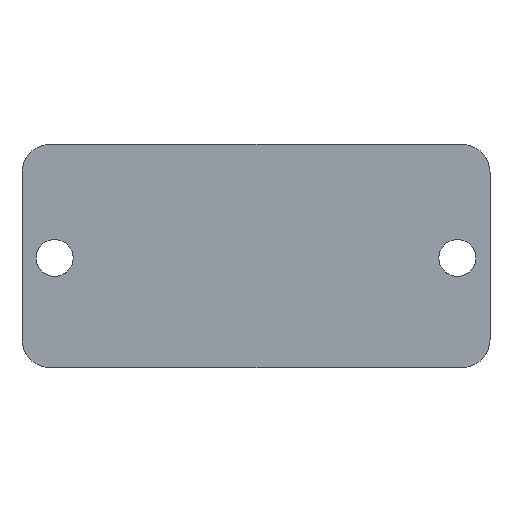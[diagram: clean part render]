
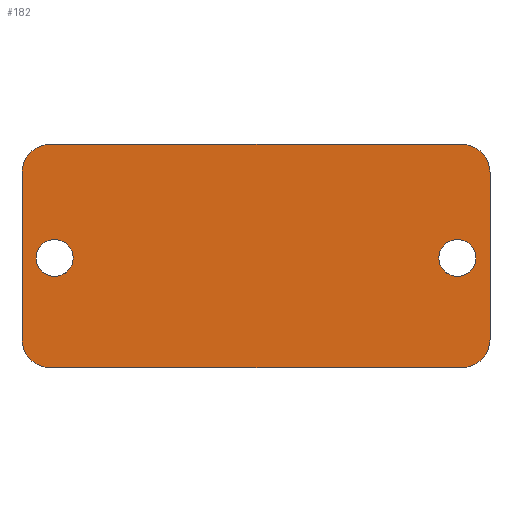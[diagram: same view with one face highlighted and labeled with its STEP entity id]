
A CAD part, front view. The second image highlights one B-rep face of the part: STEP entity #182.
In plain terms, the highlighted planar face has unit normal (0, -1, 0).
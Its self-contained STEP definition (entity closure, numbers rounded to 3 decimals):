
#1 = CARTESIAN_POINT ( 'NONE',  ( 18.93, 0., 7.68 ) ) ;
#14 = AXIS2_PLACEMENT_3D ( 'NONE', #675, #1042, #228 ) ;
#19 = ORIENTED_EDGE ( 'NONE', *, *, #1096, .T. ) ;
#27 = EDGE_CURVE ( 'NONE', #667, #727, #275, .T. ) ;
#29 = EDGE_CURVE ( 'NONE', #265, #490, #594, .T. ) ;
#33 = CARTESIAN_POINT ( 'NONE',  ( 21.5, 0., 7.68 ) ) ;
#60 = DIRECTION ( 'NONE',  ( 0., 0., 1. ) ) ;
#77 = CARTESIAN_POINT ( 'NONE',  ( -21.5, 0., -7.68 ) ) ;
#115 = CARTESIAN_POINT ( 'NONE',  ( -18.5, 0., -0.18 ) ) ;
#130 = DIRECTION ( 'NONE',  ( 0., 0., 1. ) ) ;
#177 = CARTESIAN_POINT ( 'NONE',  ( 18.5, 0., 1.52 ) ) ;
#180 = ORIENTED_EDGE ( 'NONE', *, *, #651, .F. ) ;
#182 = ADVANCED_FACE ( 'NONE', ( #378, #471, #1414 ), #1623, .F. ) ;
#184 = DIRECTION ( 'NONE',  ( 0., -1., 0. ) ) ;
#185 = CARTESIAN_POINT ( 'NONE',  ( -18.93, 0., -7.68 ) ) ;
#186 = AXIS2_PLACEMENT_3D ( 'NONE', #1129, #184, #1000 ) ;
#191 = LINE ( 'NONE', #731, #1225 ) ;
#207 = EDGE_CURVE ( 'NONE', #490, #265, #1021, .T. ) ;
#228 = DIRECTION ( 'NONE',  ( 0., 0., 1. ) ) ;
#237 = VERTEX_POINT ( 'NONE', #859 ) ;
#256 = DIRECTION ( 'NONE',  ( 0., 0., 1. ) ) ;
#265 = VERTEX_POINT ( 'NONE', #177 ) ;
#275 = CIRCLE ( 'NONE', #1626, 2.57 ) ;
#308 = VECTOR ( 'NONE', #809, 1000. ) ;
#378 = FACE_OUTER_BOUND ( 'NONE', #1679, .T. ) ;
#388 = DIRECTION ( 'NONE',  ( -1., 0., 0. ) ) ;
#461 = AXIS2_PLACEMENT_3D ( 'NONE', #1497, #559, #1369 ) ;
#471 = FACE_BOUND ( 'NONE', #1245, .T. ) ;
#477 = VECTOR ( 'NONE', #388, 1000. ) ;
#490 = VERTEX_POINT ( 'NONE', #672 ) ;
#532 = ORIENTED_EDGE ( 'NONE', *, *, #607, .T. ) ;
#541 = DIRECTION ( 'NONE',  ( 0., -1., 0. ) ) ;
#559 = DIRECTION ( 'NONE',  ( 0., 1., 0. ) ) ;
#594 = CIRCLE ( 'NONE', #1717, 1.7 ) ;
#602 = VERTEX_POINT ( 'NONE', #755 ) ;
#607 = EDGE_CURVE ( 'NONE', #885, #1313, #1307, .T. ) ;
#651 = EDGE_CURVE ( 'NONE', #1568, #668, #191, .T. ) ;
#659 = LINE ( 'NONE', #1065, #308 ) ;
#661 = ORIENTED_EDGE ( 'NONE', *, *, #948, .F. ) ;
#667 = VERTEX_POINT ( 'NONE', #1391 ) ;
#668 = VERTEX_POINT ( 'NONE', #1260 ) ;
#672 = CARTESIAN_POINT ( 'NONE',  ( 18.5, 0., -1.88 ) ) ;
#673 = DIRECTION ( 'NONE',  ( 0., 0., 1. ) ) ;
#675 = CARTESIAN_POINT ( 'NONE',  ( 18.93, 0., -7.68 ) ) ;
#727 = VERTEX_POINT ( 'NONE', #983 ) ;
#731 = CARTESIAN_POINT ( 'NONE',  ( 21.5, 0., 0. ) ) ;
#755 = CARTESIAN_POINT ( 'NONE',  ( -18.5, 0., -1.88 ) ) ;
#772 = EDGE_CURVE ( 'NONE', #602, #1689, #1452, .T. ) ;
#779 = CARTESIAN_POINT ( 'NONE',  ( 0., 0., -10.25 ) ) ;
#809 = DIRECTION ( 'NONE',  ( 1., 0., 0. ) ) ;
#814 = DIRECTION ( 'NONE',  ( 0., 0., 1. ) ) ;
#838 = CARTESIAN_POINT ( 'NONE',  ( 18.93, 0., -10.25 ) ) ;
#859 = CARTESIAN_POINT ( 'NONE',  ( 18.93, 0., 10.25 ) ) ;
#863 = CARTESIAN_POINT ( 'NONE',  ( -18.5, 0., 1.52 ) ) ;
#885 = VERTEX_POINT ( 'NONE', #77 ) ;
#943 = DIRECTION ( 'NONE',  ( 0., -1., 0. ) ) ;
#948 = EDGE_CURVE ( 'NONE', #1567, #1313, #1551, .T. ) ;
#972 = EDGE_LOOP ( 'NONE', ( #1054, #1348 ) ) ;
#983 = CARTESIAN_POINT ( 'NONE',  ( -21.5, 0., 7.68 ) ) ;
#986 = CARTESIAN_POINT ( 'NONE',  ( -21.5, 0., 0. ) ) ;
#1000 = DIRECTION ( 'NONE',  ( 0., 0., 1. ) ) ;
#1001 = DIRECTION ( 'NONE',  ( 0., -1., 0. ) ) ;
#1021 = CIRCLE ( 'NONE', #186, 1.7 ) ;
#1042 = DIRECTION ( 'NONE',  ( 0., -1., 0. ) ) ;
#1043 = EDGE_CURVE ( 'NONE', #667, #237, #659, .T. ) ;
#1054 = ORIENTED_EDGE ( 'NONE', *, *, #29, .F. ) ;
#1060 = CARTESIAN_POINT ( 'NONE',  ( -18.93, 0., -10.25 ) ) ;
#1065 = CARTESIAN_POINT ( 'NONE',  ( 0., 0., 10.25 ) ) ;
#1067 = DIRECTION ( 'NONE',  ( 0., 1., 0. ) ) ;
#1089 = DIRECTION ( 'NONE',  ( 0., 1., 0. ) ) ;
#1096 = EDGE_CURVE ( 'NONE', #1567, #668, #1669, .T. ) ;
#1129 = CARTESIAN_POINT ( 'NONE',  ( 18.5, 0., -0.18 ) ) ;
#1151 = ORIENTED_EDGE ( 'NONE', *, *, #772, .T. ) ;
#1177 = AXIS2_PLACEMENT_3D ( 'NONE', #115, #1067, #256 ) ;
#1225 = VECTOR ( 'NONE', #1529, 1000. ) ;
#1245 = EDGE_LOOP ( 'NONE', ( #1292, #1151 ) ) ;
#1257 = DIRECTION ( 'NONE',  ( 0., 0., 1. ) ) ;
#1260 = CARTESIAN_POINT ( 'NONE',  ( 21.5, 0., -7.68 ) ) ;
#1277 = ORIENTED_EDGE ( 'NONE', *, *, #1645, .F. ) ;
#1281 = VECTOR ( 'NONE', #1257, 1000. ) ;
#1292 = ORIENTED_EDGE ( 'NONE', *, *, #1321, .T. ) ;
#1307 = CIRCLE ( 'NONE', #1516, 2.57 ) ;
#1313 = VERTEX_POINT ( 'NONE', #1060 ) ;
#1321 = EDGE_CURVE ( 'NONE', #1689, #602, #1540, .T. ) ;
#1343 = CARTESIAN_POINT ( 'NONE',  ( -18.93, 0., 7.68 ) ) ;
#1347 = DIRECTION ( 'NONE',  ( 0., 0., 1. ) ) ;
#1348 = ORIENTED_EDGE ( 'NONE', *, *, #207, .F. ) ;
#1366 = AXIS2_PLACEMENT_3D ( 'NONE', #1, #943, #130 ) ;
#1369 = DIRECTION ( 'NONE',  ( 0., 0., 1. ) ) ;
#1376 = EDGE_CURVE ( 'NONE', #1568, #237, #1439, .T. ) ;
#1391 = CARTESIAN_POINT ( 'NONE',  ( -18.93, 0., 10.25 ) ) ;
#1414 = FACE_BOUND ( 'NONE', #972, .T. ) ;
#1423 = ORIENTED_EDGE ( 'NONE', *, *, #27, .T. ) ;
#1432 = ORIENTED_EDGE ( 'NONE', *, *, #1376, .T. ) ;
#1439 = CIRCLE ( 'NONE', #1366, 2.57 ) ;
#1450 = ORIENTED_EDGE ( 'NONE', *, *, #1043, .F. ) ;
#1452 = CIRCLE ( 'NONE', #461, 1.7 ) ;
#1497 = CARTESIAN_POINT ( 'NONE',  ( -18.5, 0., -0.18 ) ) ;
#1516 = AXIS2_PLACEMENT_3D ( 'NONE', #185, #1001, #60 ) ;
#1529 = DIRECTION ( 'NONE',  ( 0., 0., -1. ) ) ;
#1540 = CIRCLE ( 'NONE', #1177, 1.7 ) ;
#1551 = LINE ( 'NONE', #779, #477 ) ;
#1567 = VERTEX_POINT ( 'NONE', #838 ) ;
#1568 = VERTEX_POINT ( 'NONE', #33 ) ;
#1581 = AXIS2_PLACEMENT_3D ( 'NONE', #1612, #1089, #814 ) ;
#1612 = CARTESIAN_POINT ( 'NONE',  ( 0., 0., 0. ) ) ;
#1623 = PLANE ( 'NONE',  #1581 ) ;
#1626 = AXIS2_PLACEMENT_3D ( 'NONE', #1343, #541, #673 ) ;
#1630 = DIRECTION ( 'NONE',  ( 0., -1., 0. ) ) ;
#1636 = CARTESIAN_POINT ( 'NONE',  ( 18.5, 0., -0.18 ) ) ;
#1645 = EDGE_CURVE ( 'NONE', #885, #727, #1650, .T. ) ;
#1650 = LINE ( 'NONE', #986, #1281 ) ;
#1669 = CIRCLE ( 'NONE', #14, 2.57 ) ;
#1679 = EDGE_LOOP ( 'NONE', ( #661, #19, #180, #1432, #1450, #1423, #1277, #532 ) ) ;
#1689 = VERTEX_POINT ( 'NONE', #863 ) ;
#1717 = AXIS2_PLACEMENT_3D ( 'NONE', #1636, #1630, #1347 ) ;
